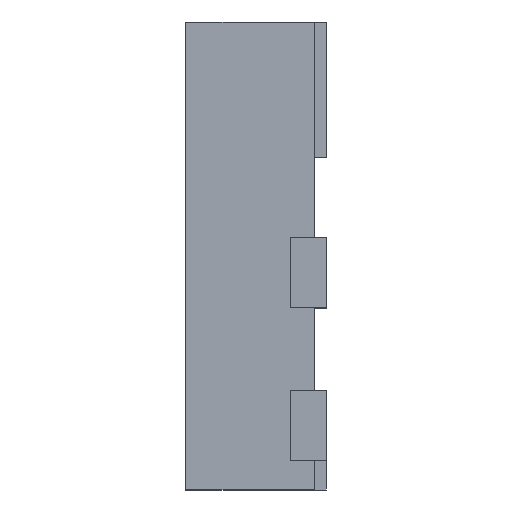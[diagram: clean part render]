
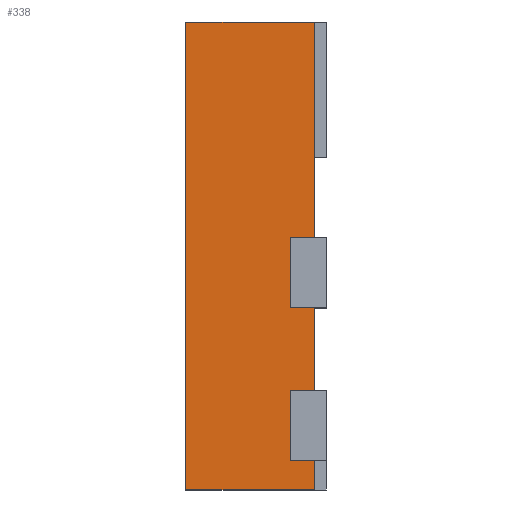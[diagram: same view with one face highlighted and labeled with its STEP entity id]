
A CAD part, left-side view. The second image highlights one B-rep face of the part: STEP entity #338.
In plain terms, the highlighted planar face has unit normal (-1, 0, 0).
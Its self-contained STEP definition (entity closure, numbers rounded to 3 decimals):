
#32 = VECTOR ( 'NONE', #2034, 1000. ) ;
#33 = EDGE_CURVE ( 'NONE', #2670, #2501, #1216, .T. ) ;
#59 = CARTESIAN_POINT ( 'NONE',  ( -1., 0.05, -0.575 ) ) ;
#98 = EDGE_CURVE ( 'NONE', #2255, #2501, #1651, .T. ) ;
#162 = EDGE_CURVE ( 'NONE', #1543, #355, #1420, .T. ) ;
#169 = VECTOR ( 'NONE', #2479, 1000. ) ;
#179 = DIRECTION ( 'NONE',  ( 0., -1., 0. ) ) ;
#204 = CARTESIAN_POINT ( 'NONE',  ( -1., 0.05, 1. ) ) ;
#206 = CARTESIAN_POINT ( 'NONE',  ( -1., 0.05, 0.08 ) ) ;
#240 = EDGE_CURVE ( 'NONE', #2607, #2439, #1351, .T. ) ;
#242 = CARTESIAN_POINT ( 'NONE',  ( -1., 0.6, -1. ) ) ;
#273 = DIRECTION ( 'NONE',  ( 0., -1., 0. ) ) ;
#283 = VECTOR ( 'NONE', #1722, 1000. ) ;
#338 = ADVANCED_FACE ( 'NONE', ( #1620 ), #1353, .F. ) ;
#355 = VERTEX_POINT ( 'NONE', #1162 ) ;
#359 = CARTESIAN_POINT ( 'NONE',  ( -1., 0.152, -0.875 ) ) ;
#394 = ORIENTED_EDGE ( 'NONE', *, *, #162, .F. ) ;
#442 = LINE ( 'NONE', #1756, #32 ) ;
#483 = CARTESIAN_POINT ( 'NONE',  ( -1., 0.6, 1. ) ) ;
#592 = EDGE_CURVE ( 'NONE', #1300, #2607, #1177, .T. ) ;
#611 = LINE ( 'NONE', #359, #2109 ) ;
#655 = VECTOR ( 'NONE', #273, 1000. ) ;
#706 = DIRECTION ( 'NONE',  ( 0., 0., -1. ) ) ;
#804 = DIRECTION ( 'NONE',  ( 0., 0., 1. ) ) ;
#848 = CARTESIAN_POINT ( 'NONE',  ( -1., 0.05, -0.22 ) ) ;
#1018 = CARTESIAN_POINT ( 'NONE',  ( -1., 0.6, 1. ) ) ;
#1087 = DIRECTION ( 'NONE',  ( 0., 0., -1. ) ) ;
#1110 = EDGE_CURVE ( 'NONE', #2439, #2805, #1439, .T. ) ;
#1127 = CARTESIAN_POINT ( 'NONE',  ( -1., 0.152, -0.875 ) ) ;
#1138 = ORIENTED_EDGE ( 'NONE', *, *, #33, .T. ) ;
#1162 = CARTESIAN_POINT ( 'NONE',  ( -1., 0.05, -0.875 ) ) ;
#1176 = EDGE_CURVE ( 'NONE', #1300, #1951, #1945, .T. ) ;
#1177 = LINE ( 'NONE', #1018, #2773 ) ;
#1191 = LINE ( 'NONE', #2557, #1429 ) ;
#1216 = LINE ( 'NONE', #1621, #1517 ) ;
#1238 = ORIENTED_EDGE ( 'NONE', *, *, #1176, .T. ) ;
#1248 = ORIENTED_EDGE ( 'NONE', *, *, #2083, .F. ) ;
#1280 = DIRECTION ( 'NONE',  ( 0., 0., -1. ) ) ;
#1289 = CARTESIAN_POINT ( 'NONE',  ( -1., 0.05, -0.22 ) ) ;
#1291 = LINE ( 'NONE', #2498, #169 ) ;
#1300 = VERTEX_POINT ( 'NONE', #1609 ) ;
#1351 = LINE ( 'NONE', #1546, #1587 ) ;
#1353 = PLANE ( 'NONE',  #1891 ) ;
#1420 = LINE ( 'NONE', #1127, #1791 ) ;
#1429 = VECTOR ( 'NONE', #1280, 1000. ) ;
#1439 = LINE ( 'NONE', #204, #283 ) ;
#1455 = EDGE_CURVE ( 'NONE', #2670, #1543, #611, .T. ) ;
#1475 = EDGE_LOOP ( 'NONE', ( #1238, #1480, #394, #2356, #1138, #1913, #1248, #2317, #2768, #2266, #2764, #2770 ) ) ;
#1480 = ORIENTED_EDGE ( 'NONE', *, *, #2518, .F. ) ;
#1517 = VECTOR ( 'NONE', #179, 1000. ) ;
#1543 = VERTEX_POINT ( 'NONE', #2401 ) ;
#1546 = CARTESIAN_POINT ( 'NONE',  ( -1., 0.6, 1. ) ) ;
#1567 = DIRECTION ( 'NONE',  ( 1., 0., 0. ) ) ;
#1587 = VECTOR ( 'NONE', #2427, 1000. ) ;
#1609 = CARTESIAN_POINT ( 'NONE',  ( -1., 0.6, -1. ) ) ;
#1620 = FACE_OUTER_BOUND ( 'NONE', #1475, .T. ) ;
#1621 = CARTESIAN_POINT ( 'NONE',  ( -1., 0.152, -0.575 ) ) ;
#1651 = LINE ( 'NONE', #1289, #2680 ) ;
#1722 = DIRECTION ( 'NONE',  ( 0., 0., -1. ) ) ;
#1756 = CARTESIAN_POINT ( 'NONE',  ( -1., 0.152, 0.08 ) ) ;
#1769 = VECTOR ( 'NONE', #2590, 1000. ) ;
#1791 = VECTOR ( 'NONE', #1963, 1000. ) ;
#1827 = VERTEX_POINT ( 'NONE', #2421 ) ;
#1879 = DIRECTION ( 'NONE',  ( 0., 0., -1. ) ) ;
#1891 = AXIS2_PLACEMENT_3D ( 'NONE', #483, #1567, #706 ) ;
#1896 = CARTESIAN_POINT ( 'NONE',  ( -1., 0.152, -0.575 ) ) ;
#1913 = ORIENTED_EDGE ( 'NONE', *, *, #98, .F. ) ;
#1945 = LINE ( 'NONE', #242, #655 ) ;
#1947 = CARTESIAN_POINT ( 'NONE',  ( -1., 0.152, -0.22 ) ) ;
#1951 = VERTEX_POINT ( 'NONE', #2272 ) ;
#1963 = DIRECTION ( 'NONE',  ( 0., -1., 0. ) ) ;
#2023 = CARTESIAN_POINT ( 'NONE',  ( -1., 0.05, 1. ) ) ;
#2034 = DIRECTION ( 'NONE',  ( 0., -1., 0. ) ) ;
#2073 = CARTESIAN_POINT ( 'NONE',  ( -1., 0.6, 1. ) ) ;
#2083 = EDGE_CURVE ( 'NONE', #1827, #2255, #2243, .T. ) ;
#2109 = VECTOR ( 'NONE', #1879, 1000. ) ;
#2182 = EDGE_CURVE ( 'NONE', #2662, #1827, #1191, .T. ) ;
#2243 = LINE ( 'NONE', #1947, #1769 ) ;
#2255 = VERTEX_POINT ( 'NONE', #848 ) ;
#2266 = ORIENTED_EDGE ( 'NONE', *, *, #1110, .F. ) ;
#2272 = CARTESIAN_POINT ( 'NONE',  ( -1., 0.05, -1. ) ) ;
#2317 = ORIENTED_EDGE ( 'NONE', *, *, #2182, .F. ) ;
#2340 = EDGE_CURVE ( 'NONE', #2662, #2805, #442, .T. ) ;
#2356 = ORIENTED_EDGE ( 'NONE', *, *, #1455, .F. ) ;
#2401 = CARTESIAN_POINT ( 'NONE',  ( -1., 0.152, -0.875 ) ) ;
#2421 = CARTESIAN_POINT ( 'NONE',  ( -1., 0.152, -0.22 ) ) ;
#2427 = DIRECTION ( 'NONE',  ( 0., -1., 0. ) ) ;
#2439 = VERTEX_POINT ( 'NONE', #2023 ) ;
#2479 = DIRECTION ( 'NONE',  ( 0., 0., -1. ) ) ;
#2498 = CARTESIAN_POINT ( 'NONE',  ( -1., 0.05, -0.875 ) ) ;
#2501 = VERTEX_POINT ( 'NONE', #59 ) ;
#2518 = EDGE_CURVE ( 'NONE', #355, #1951, #1291, .T. ) ;
#2525 = CARTESIAN_POINT ( 'NONE',  ( -1., 0.152, 0.08 ) ) ;
#2557 = CARTESIAN_POINT ( 'NONE',  ( -1., 0.152, -0.22 ) ) ;
#2590 = DIRECTION ( 'NONE',  ( 0., -1., 0. ) ) ;
#2607 = VERTEX_POINT ( 'NONE', #2073 ) ;
#2662 = VERTEX_POINT ( 'NONE', #2525 ) ;
#2670 = VERTEX_POINT ( 'NONE', #1896 ) ;
#2680 = VECTOR ( 'NONE', #1087, 1000. ) ;
#2764 = ORIENTED_EDGE ( 'NONE', *, *, #240, .F. ) ;
#2768 = ORIENTED_EDGE ( 'NONE', *, *, #2340, .T. ) ;
#2770 = ORIENTED_EDGE ( 'NONE', *, *, #592, .F. ) ;
#2773 = VECTOR ( 'NONE', #804, 1000. ) ;
#2805 = VERTEX_POINT ( 'NONE', #206 ) ;
